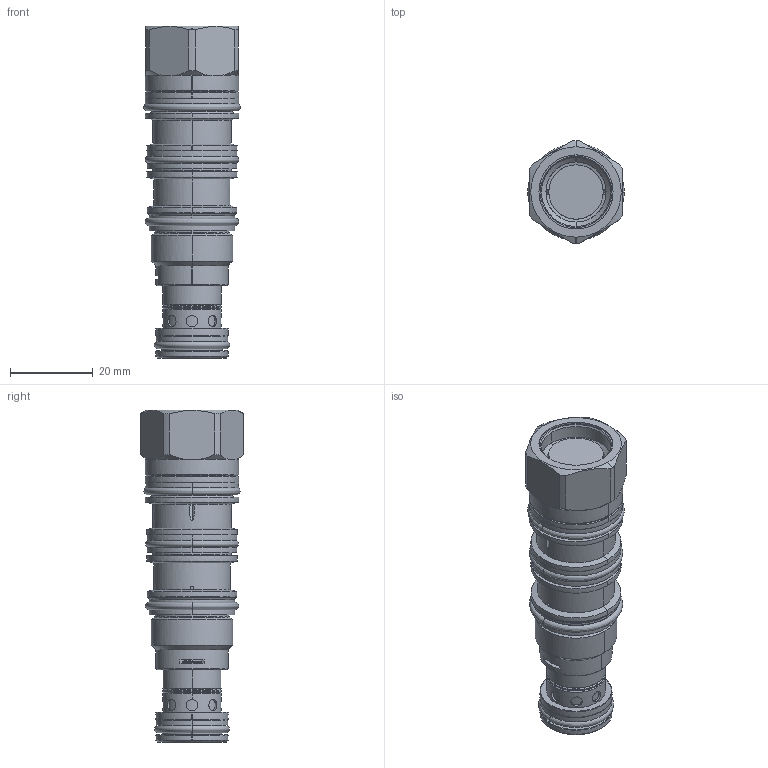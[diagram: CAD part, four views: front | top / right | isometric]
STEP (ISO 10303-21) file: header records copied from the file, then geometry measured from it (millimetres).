
FILE_DESCRIPTION((''),'2;1');
FILE_NAME('RVCD8WN_SW_PRT','2020-09-10T',('charlief'),(''),'PRO/ENGINEER BY PARAMETRIC TECHNOLOGY CORPORATION, 2016010','PRO/ENGINEER BY PARAMETRIC TECHNOLOGY CORPORATION, 2016010','');
FILE_SCHEMA(('CONFIG_CONTROL_DESIGN'));
Products named in the file (1): RVCD8WN_SW_PRT
Bounding box: 23.29 x 24.84 x 80.18 mm (x, y, z)
Surface area: 13857.9 mm2 (no closed solid volume)
Topology: 0 solids, 0 shells, 403 faces, 2054 edges, 2016 vertices
Faces by surface type: bspline 351, torus 52
Entity records: 62527 total; most frequent: CARTESIAN_POINT 45318, DIRECTION 2701, TRIMMED_CURVE 2141, DEFINITIONAL_REPRESENTATION 1978, PCURVE 1978, COMPOSITE_CURVE_SEGMENT 1978, VECTOR 1685, LINE 1685
